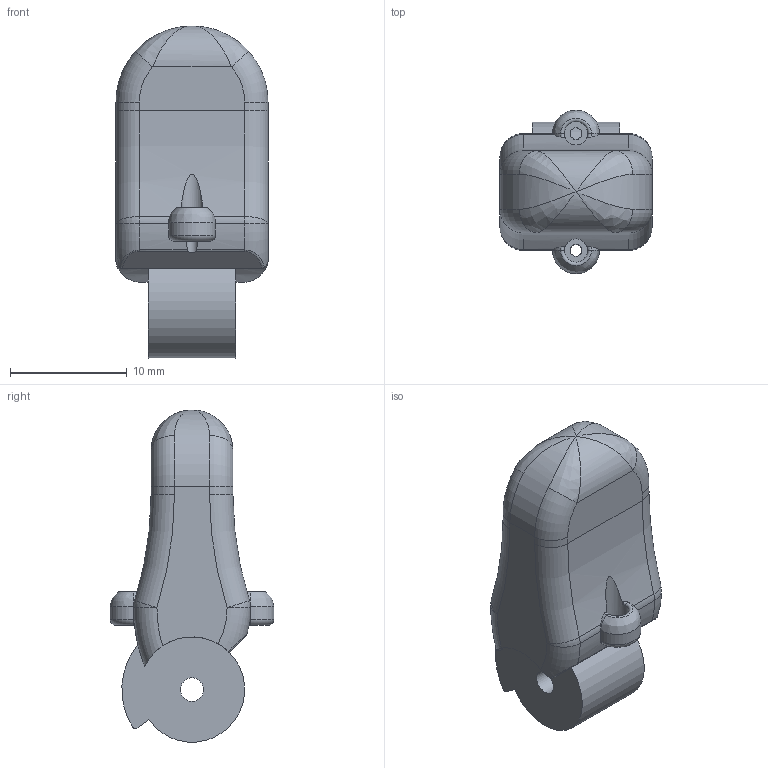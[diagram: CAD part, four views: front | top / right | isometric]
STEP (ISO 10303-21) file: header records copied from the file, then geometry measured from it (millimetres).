
FILE_DESCRIPTION(/* description */ (''),/* implementation_level */ '2;1');
FILE_NAME(/* name */ 'Distal Phalanx III.step',/* time_stamp */ '2022-08-07T18:15:05+01:00',/* author */ (''),/* organization */ (''),/* preprocessor_version */ 'ST-DEVELOPER v18.1',/* originating_system */ 'Autodesk Translation Framework v10.10.0.1391',/* authorisation */ '');
FILE_SCHEMA (('AUTOMOTIVE_DESIGN { 1 0 10303 214 3 1 1 }'));
Length unit declared in the file: millimetre
Products named in the file (1): Distal Phalanx III
Bounding box: 13 x 14 x 28.38 mm (x, y, z)
Volume: 1896.8 mm3; surface area: 1723.8 mm2
Topology: 1 solids, 2 shells, 113 faces, 292 edges, 177 vertices
Faces by surface type: cylinder 51, plane 26, torus 16, bspline 16, sphere 4
Full cylindrical faces by diameter (mm): 1 x2, 2 x3
Entity records: 4470 total; most frequent: CARTESIAN_POINT 1800, ORIENTED_EDGE 576, DIRECTION 523, EDGE_CURVE 288, AXIS2_PLACEMENT_3D 219, VERTEX_POINT 177, CIRCLE 120, EDGE_LOOP 117
